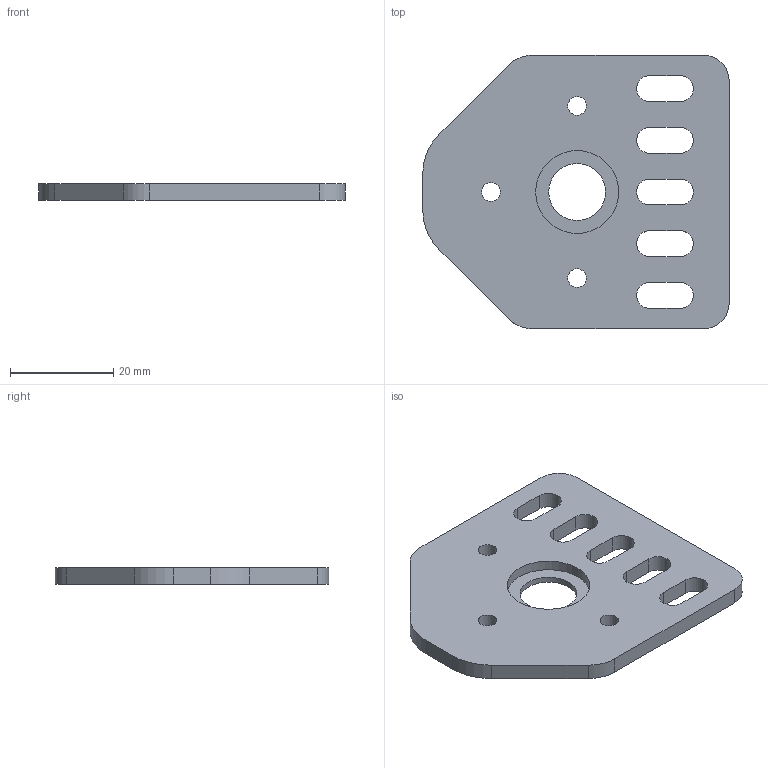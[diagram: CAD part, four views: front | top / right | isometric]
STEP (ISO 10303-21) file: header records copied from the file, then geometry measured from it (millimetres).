
FILE_DESCRIPTION(/* description */ (''),/* implementation_level */ '2;1');
FILE_NAME(/* name */ 'VSLOT Threaded Rod Plate.stp',/* time_stamp */ '2016-04-20T00:43:13-07:00',/* author */ ('Ben'),/* organization */ (''),/* preprocessor_version */ 'ST-DEVELOPER v15.2',/* originating_system */ 'Autodesk Inventor 2014',/* authorisation */ '');
FILE_SCHEMA (('AUTOMOTIVE_DESIGN { 1 0 10303 214 3 1 1 }'));
Length unit declared in the file: millimetre
Products named in the file (1): VSLOT Threaded Rod Plate
Bounding box: 59.29 x 53 x 3.17 mm (x, y, z)
Volume: 7422.6 mm3; surface area: 6131.6 mm2
Topology: 1 solids, 1 shells, 40 faces, 111 edges, 74 vertices
Faces by surface type: cylinder 21, plane 19
Full cylindrical faces by diameter (mm): 3.615 x3, 11 x1, 16.05 x1
Entity records: 1376 total; most frequent: DIRECTION 230, CARTESIAN_POINT 221, ORIENTED_EDGE 212, EDGE_CURVE 106, AXIS2_PLACEMENT_3D 83, VERTEX_POINT 74, EDGE_LOOP 64, LINE 64
